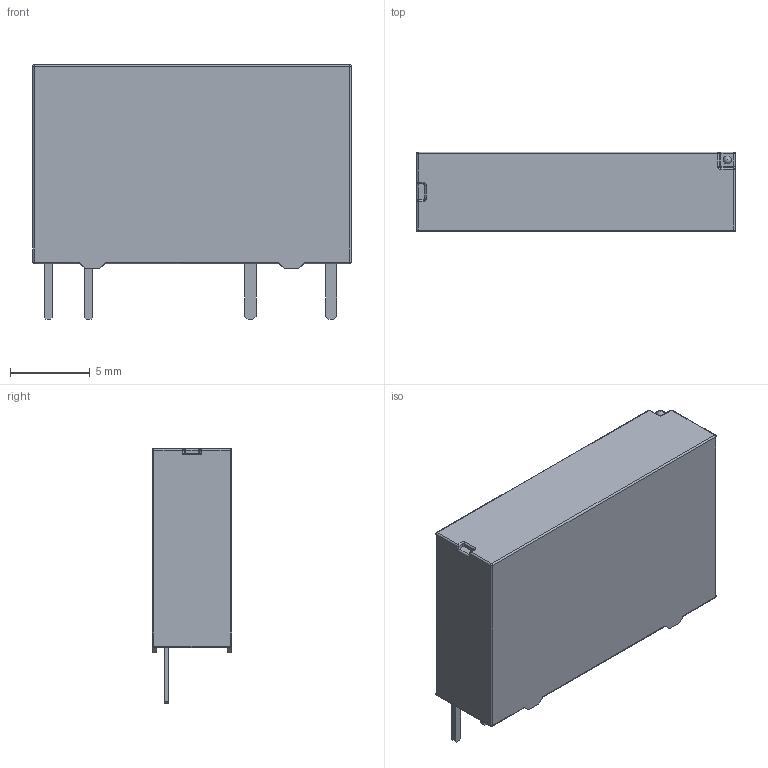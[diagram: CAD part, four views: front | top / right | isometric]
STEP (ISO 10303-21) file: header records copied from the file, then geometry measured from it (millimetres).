
FILE_DESCRIPTION(/* description */ (''),/* implementation_level */ '2;1');
FILE_NAME(/* name */ 'HF49FD[1].stp',/* time_stamp */ '2018-01-17T16:58:01+08:00',/* author */ (''),/* organization */ (''),/* preprocessor_version */ 'ST-DEVELOPER v15',/* originating_system */ 'SIEMENS PLM Software NX 8.5',/* authorisation */ '');
FILE_SCHEMA (('CONFIG_CONTROL_DESIGN'));
Length unit declared in the file: millimetre
Products named in the file (1): HF49FD_1
Bounding box: 20 x 5 x 16 mm (x, y, z)
Volume: 1252 mm3; surface area: 847 mm2
Topology: 1 solids, 1 shells, 111 faces, 278 edges, 160 vertices
Faces by surface type: plane 57, cylinder 35, sphere 14, torus 5
Full cylindrical faces by diameter (mm): 0.5 x1
Entity records: 3199 total; most frequent: DIRECTION 557, CARTESIAN_POINT 529, ORIENTED_EDGE 520, EDGE_CURVE 260, LINE 187, VECTOR 187, AXIS2_PLACEMENT_3D 185, VERTEX_POINT 157
